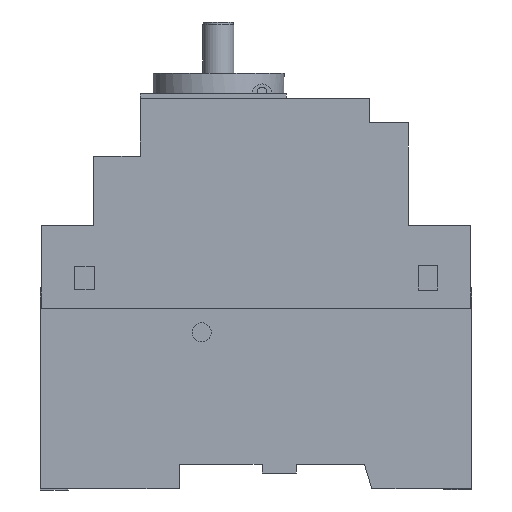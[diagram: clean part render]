
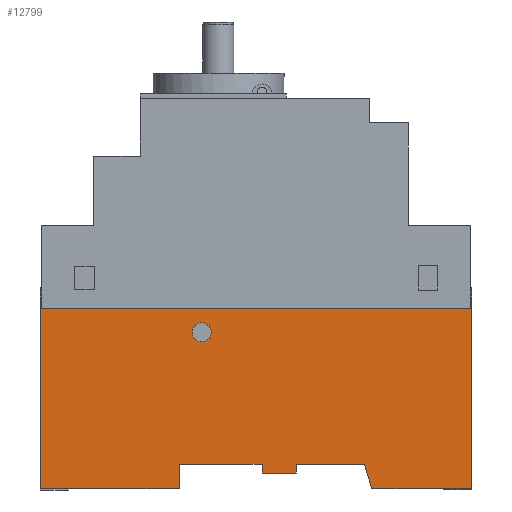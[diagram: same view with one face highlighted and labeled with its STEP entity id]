
A CAD part, left-side view. The second image highlights one B-rep face of the part: STEP entity #12799.
In plain terms, the highlighted planar face has unit normal (-1, 0, 0).
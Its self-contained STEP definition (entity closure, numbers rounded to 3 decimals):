
#199=DIRECTION('',(0.,0.,1.));
#200=VECTOR('',#199,37.);
#201=CARTESIAN_POINT('',(0.,0.,0.));
#202=LINE('',#201,#200);
#370=DIRECTION('',(0.,-1.,0.));
#371=VECTOR('',#370,20.501);
#372=CARTESIAN_POINT('',(0.,20.501,0.));
#373=LINE('',#372,#371);
#3647=DIRECTION('',(0.,-1.,0.));
#3648=VECTOR('',#3647,88.5);
#3649=CARTESIAN_POINT('',(0.,88.5,37.));
#3650=LINE('',#3649,#3648);
#3651=DIRECTION('',(0.,0.287,0.958));
#3652=VECTOR('',#3651,5.22);
#3653=CARTESIAN_POINT('',(0.,20.501,0.));
#3654=LINE('',#3653,#3652);
#3655=CARTESIAN_POINT('',(0.,55.381,32.048));
#3656=DIRECTION('',(-1.,0.,0.));
#3657=DIRECTION('',(0.,1.,0.));
#3658=AXIS2_PLACEMENT_3D('',#3655,#3656,#3657);
#3660=CARTESIAN_POINT('',(0.,55.381,32.048));
#3661=DIRECTION('',(-1.,0.,0.));
#3662=DIRECTION('',(0.,-1.,0.));
#3663=AXIS2_PLACEMENT_3D('',#3660,#3661,#3662);
#3669=DIRECTION('',(0.,-1.,0.));
#3670=VECTOR('',#3669,14.);
#3671=CARTESIAN_POINT('',(0.,36.,5.));
#3672=LINE('',#3671,#3670);
#3677=DIRECTION('',(0.,0.,1.));
#3678=VECTOR('',#3677,1.825);
#3679=CARTESIAN_POINT('',(0.,36.,3.175));
#3680=LINE('',#3679,#3678);
#3685=DIRECTION('',(0.,-1.,0.));
#3686=VECTOR('',#3685,7.);
#3687=CARTESIAN_POINT('',(0.,43.,3.175));
#3688=LINE('',#3687,#3686);
#3693=DIRECTION('',(0.,0.,-1.));
#3694=VECTOR('',#3693,1.825);
#3695=CARTESIAN_POINT('',(0.,43.,5.));
#3696=LINE('',#3695,#3694);
#3701=DIRECTION('',(0.,-1.,0.));
#3702=VECTOR('',#3701,17.);
#3703=CARTESIAN_POINT('',(0.,60.,5.));
#3704=LINE('',#3703,#3702);
#3709=DIRECTION('',(0.,0.,1.));
#3710=VECTOR('',#3709,5.);
#3711=CARTESIAN_POINT('',(0.,60.,0.));
#3712=LINE('',#3711,#3710);
#3726=DIRECTION('',(0.,-1.,0.));
#3727=VECTOR('',#3726,28.5);
#3728=CARTESIAN_POINT('',(0.,88.5,0.));
#3729=LINE('',#3728,#3727);
#3806=DIRECTION('',(0.,0.,-1.));
#3807=VECTOR('',#3806,37.);
#3808=CARTESIAN_POINT('',(0.,88.5,37.));
#3809=LINE('',#3808,#3807);
#6013=CARTESIAN_POINT('',(0.,0.,0.));
#6014=VERTEX_POINT('',#6013);
#6015=CARTESIAN_POINT('',(0.,0.,37.));
#6016=VERTEX_POINT('',#6015);
#6075=CARTESIAN_POINT('',(0.,20.501,0.));
#6076=VERTEX_POINT('',#6075);
#6085=CARTESIAN_POINT('',(0.,22.,5.));
#6086=VERTEX_POINT('',#6085);
#6087=CARTESIAN_POINT('',(0.,36.,5.));
#6088=VERTEX_POINT('',#6087);
#6089=CARTESIAN_POINT('',(0.,36.,3.175));
#6090=VERTEX_POINT('',#6089);
#6091=CARTESIAN_POINT('',(0.,43.,3.175));
#6092=VERTEX_POINT('',#6091);
#6093=CARTESIAN_POINT('',(0.,43.,5.));
#6094=VERTEX_POINT('',#6093);
#6095=CARTESIAN_POINT('',(0.,60.,5.));
#6096=VERTEX_POINT('',#6095);
#6097=CARTESIAN_POINT('',(0.,60.,0.));
#6098=VERTEX_POINT('',#6097);
#6105=CARTESIAN_POINT('',(0.,88.5,0.));
#6106=VERTEX_POINT('',#6105);
#6157=CARTESIAN_POINT('',(0.,88.5,37.));
#6158=VERTEX_POINT('',#6157);
#7022=CARTESIAN_POINT('',(0.,57.333,32.048));
#7023=CARTESIAN_POINT('',(0.,53.428,32.048));
#7024=VERTEX_POINT('',#7022);
#7025=VERTEX_POINT('',#7023);
#12765=CARTESIAN_POINT('',(0.,88.5,0.));
#12766=DIRECTION('',(1.,0.,0.));
#12767=DIRECTION('',(0.,0.,1.));
#12768=AXIS2_PLACEMENT_3D('',#12765,#12766,#12767);
#12769=PLANE('',#12768);
#12770=ORIENTED_EDGE('',*,*,#12752,.T.);
#12771=ORIENTED_EDGE('',*,*,#7931,.F.);
#12772=ORIENTED_EDGE('',*,*,#8172,.F.);
#12774=ORIENTED_EDGE('',*,*,#12773,.T.);
#12776=ORIENTED_EDGE('',*,*,#12775,.F.);
#12778=ORIENTED_EDGE('',*,*,#12777,.F.);
#12780=ORIENTED_EDGE('',*,*,#12779,.F.);
#12782=ORIENTED_EDGE('',*,*,#12781,.F.);
#12784=ORIENTED_EDGE('',*,*,#12783,.F.);
#12786=ORIENTED_EDGE('',*,*,#12785,.F.);
#12788=ORIENTED_EDGE('',*,*,#12787,.F.);
#12790=ORIENTED_EDGE('',*,*,#12789,.F.);
#12791=EDGE_LOOP('',(#12770,#12771,#12772,#12774,#12776,#12778,#12780,#12782,
#12784,#12786,#12788,#12790));
#12792=FACE_OUTER_BOUND('',#12791,.F.);
#12794=ORIENTED_EDGE('',*,*,#12793,.T.);
#12796=ORIENTED_EDGE('',*,*,#12795,.T.);
#12797=EDGE_LOOP('',(#12794,#12796));
#12798=FACE_BOUND('',#12797,.F.);
#3659=CIRCLE('',#3658,1.953);
#3664=CIRCLE('',#3663,1.953);
#7931=EDGE_CURVE('',#6014,#6016,#202,.T.);
#8172=EDGE_CURVE('',#6076,#6014,#373,.T.);
#12752=EDGE_CURVE('',#6158,#6016,#3650,.T.);
#12773=EDGE_CURVE('',#6076,#6086,#3654,.T.);
#12775=EDGE_CURVE('',#6088,#6086,#3672,.T.);
#12777=EDGE_CURVE('',#6090,#6088,#3680,.T.);
#12779=EDGE_CURVE('',#6092,#6090,#3688,.T.);
#12781=EDGE_CURVE('',#6094,#6092,#3696,.T.);
#12783=EDGE_CURVE('',#6096,#6094,#3704,.T.);
#12785=EDGE_CURVE('',#6098,#6096,#3712,.T.);
#12787=EDGE_CURVE('',#6106,#6098,#3729,.T.);
#12789=EDGE_CURVE('',#6158,#6106,#3809,.T.);
#12793=EDGE_CURVE('',#7024,#7025,#3659,.T.);
#12795=EDGE_CURVE('',#7025,#7024,#3664,.T.);
#12799=ADVANCED_FACE('',(#12792,#12798),#12769,.F.);
